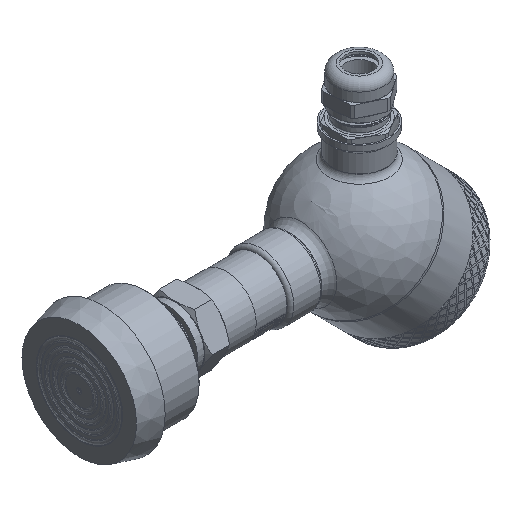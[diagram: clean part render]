
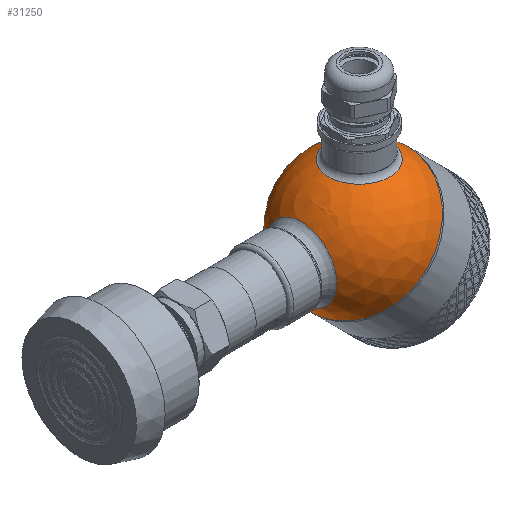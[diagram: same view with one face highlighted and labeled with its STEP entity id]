
A CAD part, isometric view. The second image highlights one B-rep face of the part: STEP entity #31250.
In plain terms, the highlighted spherical face has radius 30 mm.
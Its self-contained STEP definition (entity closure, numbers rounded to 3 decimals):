
#16=SPHERICAL_SURFACE('',#32900,30.);
#474=FACE_BOUND('',#6097,.T.);
#475=FACE_BOUND('',#6098,.T.);
#3941=FACE_OUTER_BOUND('',#6096,.T.);
#6096=EDGE_LOOP('',(#28836,#28837,#28838,#28839));
#6097=EDGE_LOOP('',(#28840));
#6098=EDGE_LOOP('',(#28841));
#6768=CIRCLE('',#32897,15.643);
#6771=CIRCLE('',#32901,30.);
#6772=CIRCLE('',#32902,30.);
#6773=CIRCLE('',#32903,30.);
#6774=CIRCLE('',#32904,13.5);
#14754=VERTEX_POINT('',#82566);
#14756=VERTEX_POINT('',#82572);
#14757=VERTEX_POINT('',#82573);
#14758=VERTEX_POINT('',#82575);
#14759=VERTEX_POINT('',#82578);
#19460=EDGE_CURVE('',#14754,#14754,#6768,.T.);
#19463=EDGE_CURVE('',#14756,#14757,#6771,.T.);
#19464=EDGE_CURVE('',#14756,#14758,#6772,.T.);
#19465=EDGE_CURVE('',#14757,#14756,#6773,.T.);
#19466=EDGE_CURVE('',#14759,#14759,#6774,.T.);
#28836=ORIENTED_EDGE('',*,*,#19463,.F.);
#28837=ORIENTED_EDGE('',*,*,#19464,.T.);
#28838=ORIENTED_EDGE('',*,*,#19464,.F.);
#28839=ORIENTED_EDGE('',*,*,#19465,.F.);
#28840=ORIENTED_EDGE('',*,*,#19460,.F.);
#28841=ORIENTED_EDGE('',*,*,#19466,.F.);
#31250=ADVANCED_FACE('',(#3941,#474,#475),#16,.T.);
#32897=AXIS2_PLACEMENT_3D('',#82567,#36853,#36854);
#32900=AXIS2_PLACEMENT_3D('',#82571,#36859,#36860);
#32901=AXIS2_PLACEMENT_3D('',#82574,#36861,#36862);
#32902=AXIS2_PLACEMENT_3D('',#82576,#36863,#36864);
#32903=AXIS2_PLACEMENT_3D('',#82577,#36865,#36866);
#32904=AXIS2_PLACEMENT_3D('',#82579,#36867,#36868);
#36853=DIRECTION('center_axis',(-0.707,0.,0.707));
#36854=DIRECTION('ref_axis',(0.707,0.,0.707));
#36859=DIRECTION('center_axis',(1.,0.,0.));
#36860=DIRECTION('ref_axis',(0.,-1.,0.));
#36861=DIRECTION('center_axis',(1.,0.,0.));
#36862=DIRECTION('ref_axis',(0.,1.,0.));
#36863=DIRECTION('center_axis',(0.,0.,1.));
#36864=DIRECTION('ref_axis',(0.,1.,0.));
#36865=DIRECTION('center_axis',(1.,0.,0.));
#36866=DIRECTION('ref_axis',(0.,1.,0.));
#36867=DIRECTION('center_axis',(-0.707,0.,-0.707));
#36868=DIRECTION('ref_axis',(-0.707,0.,0.707));
#82566=CARTESIAN_POINT('',(-29.162,0.,7.04));
#82567=CARTESIAN_POINT('Origin',(-18.101,0.,18.101));
#82571=CARTESIAN_POINT('Origin',(0.,0.,0.));
#82572=CARTESIAN_POINT('',(0.,30.,0.));
#82573=CARTESIAN_POINT('',(0.,-30.,0.));
#82574=CARTESIAN_POINT('Origin',(0.,0.,0.));
#82575=CARTESIAN_POINT('',(-30.,0.,0.));
#82576=CARTESIAN_POINT('Origin',(0.,0.,0.));
#82577=CARTESIAN_POINT('Origin',(0.,0.,0.));
#82578=CARTESIAN_POINT('',(-9.398,0.,-28.49));
#82579=CARTESIAN_POINT('Origin',(-18.944,0.,-18.944));
